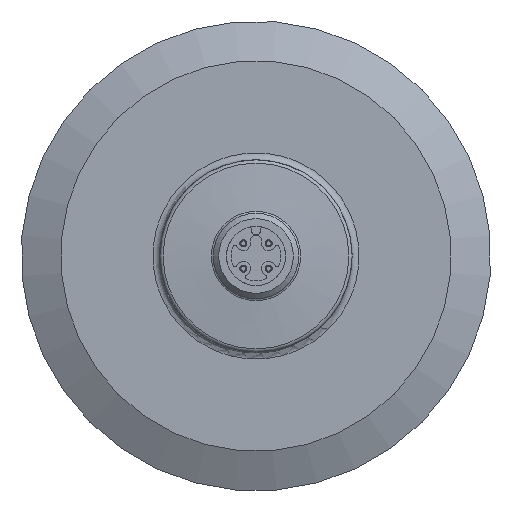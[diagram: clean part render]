
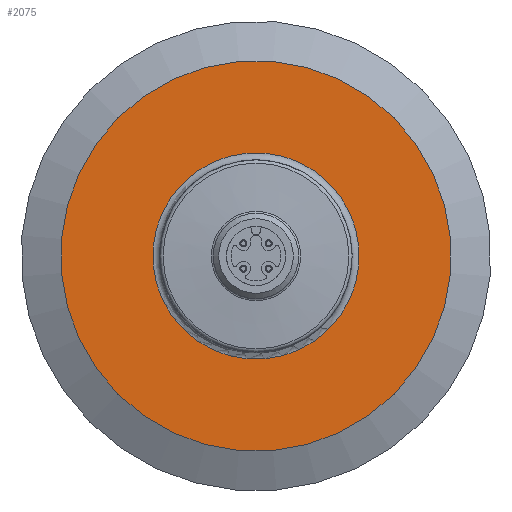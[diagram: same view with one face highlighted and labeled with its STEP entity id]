
A CAD part, front view. The second image highlights one B-rep face of the part: STEP entity #2075.
In plain terms, the highlighted planar face has unit normal (0, -1, 0).
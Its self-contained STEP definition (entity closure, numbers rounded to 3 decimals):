
#57=PLANE('',#2228);
#402=ORIENTED_EDGE('',*,*,#655,.T.);
#403=ORIENTED_EDGE('',*,*,#659,.F.);
#655=EDGE_CURVE('',#811,#811,#918,.F.);
#659=EDGE_CURVE('',#815,#815,#922,.T.);
#811=VERTEX_POINT('',#2979);
#815=VERTEX_POINT('',#2991);
#918=CIRCLE('',#2200,14.5);
#922=CIRCLE('',#2208,27.424);
#1065=EDGE_LOOP('',(#402));
#1066=EDGE_LOOP('',(#403));
#1218=FACE_BOUND('',#1065,.T.);
#1219=FACE_BOUND('',#1066,.T.);
#2075=ADVANCED_FACE('',(#1218,#1219),#57,.T.);
#2200=AXIS2_PLACEMENT_3D('',#2978,#2514,#2515);
#2208=AXIS2_PLACEMENT_3D('',#2990,#2530,#2531);
#2228=AXIS2_PLACEMENT_3D('',#3020,#2570,#2571);
#2514=DIRECTION('',(0.,-1.,0.));
#2515=DIRECTION('',(-0.996,0.,0.087));
#2530=DIRECTION('',(0.,1.,0.));
#2531=DIRECTION('',(0.996,0.,-0.087));
#2570=DIRECTION('',(0.,-1.,0.));
#2571=DIRECTION('',(-0.996,0.,0.087));
#2978=CARTESIAN_POINT('',(-0.018,43.2,0.032));
#2979=CARTESIAN_POINT('',(-14.463,43.2,1.296));
#2990=CARTESIAN_POINT('',(-0.018,43.2,0.032));
#2991=CARTESIAN_POINT('',(27.302,43.2,-2.358));
#3020=CARTESIAN_POINT('',(-0.018,43.2,0.032));
